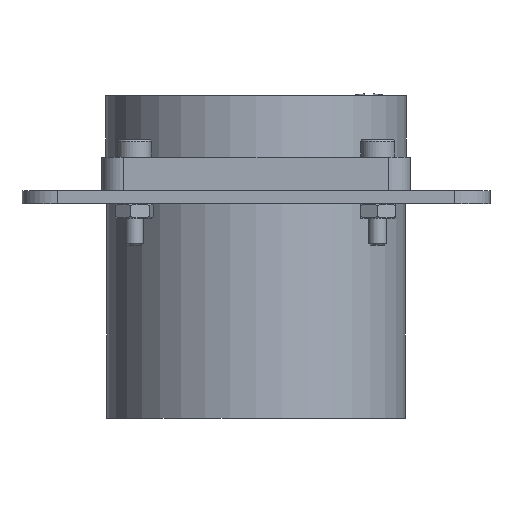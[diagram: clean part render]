
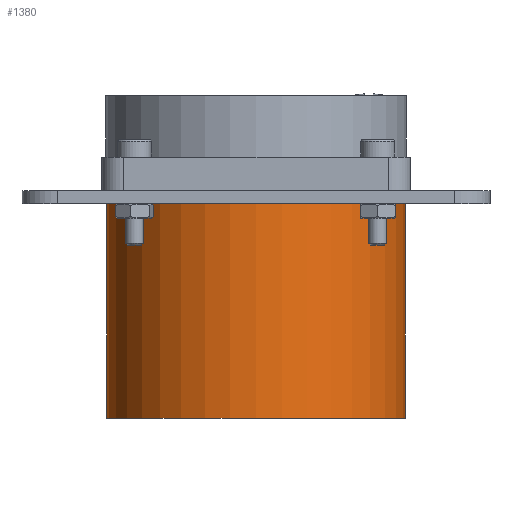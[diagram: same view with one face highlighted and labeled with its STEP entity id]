
A CAD part, left-side view. The second image highlights one B-rep face of the part: STEP entity #1380.
In plain terms, the highlighted cylindrical face has radius 16.95 mm (diameter 33.9 mm), a full revolution.
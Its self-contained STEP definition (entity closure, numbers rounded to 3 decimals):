
#162=CYLINDRICAL_SURFACE('',#1770,16.95);
#485=ORIENTED_EDGE('',*,*,#711,.T.);
#486=ORIENTED_EDGE('',*,*,#710,.F.);
#710=EDGE_CURVE('',#850,#850,#959,.T.);
#711=EDGE_CURVE('',#851,#851,#960,.T.);
#850=VERTEX_POINT('',#2502);
#851=VERTEX_POINT('',#2506);
#959=CIRCLE('',#1768,16.95);
#960=CIRCLE('',#1771,16.95);
#1086=EDGE_LOOP('',(#485));
#1087=EDGE_LOOP('',(#486));
#1246=FACE_BOUND('',#1086,.T.);
#1247=FACE_BOUND('',#1087,.T.);
#1380=ADVANCED_FACE('',(#1246,#1247),#162,.T.);
#1768=AXIS2_PLACEMENT_3D('',#2501,#2104,#2105);
#1770=AXIS2_PLACEMENT_3D('',#2504,#2108,#2109);
#1771=AXIS2_PLACEMENT_3D('',#2505,#2110,#2111);
#2104=DIRECTION('',(0.,-1.,0.));
#2105=DIRECTION('',(-1.,0.,0.));
#2108=DIRECTION('',(0.,-1.,0.));
#2109=DIRECTION('',(1.,0.,0.));
#2110=DIRECTION('',(0.,-1.,0.));
#2111=DIRECTION('',(-1.,0.,0.));
#2501=CARTESIAN_POINT('',(0.,10.8,0.));
#2502=CARTESIAN_POINT('',(-16.95,10.8,0.));
#2504=CARTESIAN_POINT('',(0.,36.6,0.));
#2505=CARTESIAN_POINT('',(0.,36.6,0.));
#2506=CARTESIAN_POINT('',(-16.95,36.6,0.));
